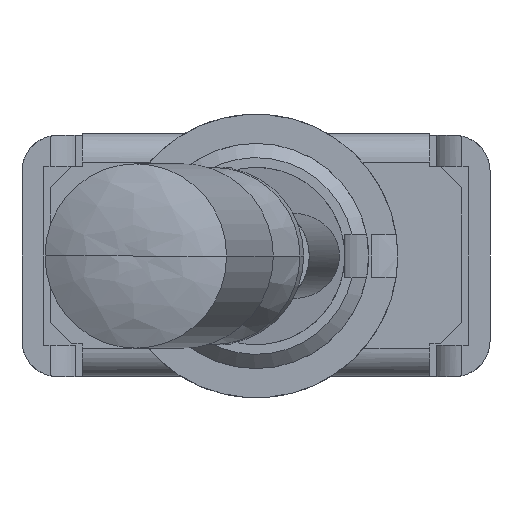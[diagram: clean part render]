
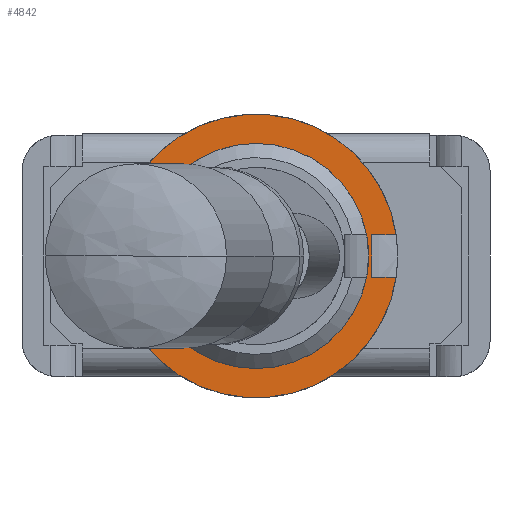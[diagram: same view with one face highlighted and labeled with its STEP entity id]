
A CAD part, front view. The second image highlights one B-rep face of the part: STEP entity #4842.
In plain terms, the highlighted planar face has unit normal (0, -1, 0).
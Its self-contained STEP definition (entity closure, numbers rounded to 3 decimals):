
#823=DIRECTION('',(1.,0.,0.));
#824=VECTOR('',#823,0.691);
#825=CARTESIAN_POINT('',(3.264,-1.,-0.6));
#826=LINE('',#825,#824);
#827=CARTESIAN_POINT('',(0.,-1.,0.));
#828=DIRECTION('',(0.,1.,0.));
#829=DIRECTION('',(0.989,0.,-0.15));
#830=AXIS2_PLACEMENT_3D('',#827,#828,#829);
#832=CARTESIAN_POINT('',(0.,-1.,0.));
#833=DIRECTION('',(0.,1.,0.));
#834=DIRECTION('',(-1.,0.,0.));
#835=AXIS2_PLACEMENT_3D('',#832,#833,#834);
#842=DIRECTION('',(1.,0.,0.));
#843=VECTOR('',#842,0.691);
#844=CARTESIAN_POINT('',(3.264,-1.,0.6));
#845=LINE('',#844,#843);
#3089=DIRECTION('',(0.,0.,1.));
#3090=VECTOR('',#3089,1.2);
#3091=CARTESIAN_POINT('',(3.264,-1.,-0.6));
#3092=LINE('',#3091,#3090);
#3447=CARTESIAN_POINT('',(3.264,-1.,0.6));
#3448=CARTESIAN_POINT('',(3.955,-1.,0.6));
#3449=VERTEX_POINT('',#3447);
#3450=VERTEX_POINT('',#3448);
#3451=CARTESIAN_POINT('',(3.264,-1.,-0.6));
#3452=VERTEX_POINT('',#3451);
#3453=CARTESIAN_POINT('',(3.955,-1.,-0.6));
#3454=VERTEX_POINT('',#3453);
#3455=CARTESIAN_POINT('',(-4.,-1.,0.));
#3456=VERTEX_POINT('',#3455);
#4825=CARTESIAN_POINT('',(0.,-1.,0.));
#4826=DIRECTION('',(0.,1.,0.));
#4827=DIRECTION('',(1.,0.,0.));
#4828=AXIS2_PLACEMENT_3D('',#4825,#4826,#4827);
#4829=PLANE('',#4828);
#4831=ORIENTED_EDGE('',*,*,#4830,.F.);
#4833=ORIENTED_EDGE('',*,*,#4832,.F.);
#4835=ORIENTED_EDGE('',*,*,#4834,.T.);
#4837=ORIENTED_EDGE('',*,*,#4836,.T.);
#4839=ORIENTED_EDGE('',*,*,#4838,.T.);
#4840=EDGE_LOOP('',(#4831,#4833,#4835,#4837,#4839));
#4841=FACE_OUTER_BOUND('',#4840,.F.);
#4842=ADVANCED_FACE('',(#4841),#4829,.F.);
#831=CIRCLE('',#830,4.);
#836=CIRCLE('',#835,4.);
#4830=EDGE_CURVE('',#3449,#3450,#845,.T.);
#4832=EDGE_CURVE('',#3452,#3449,#3092,.T.);
#4834=EDGE_CURVE('',#3452,#3454,#826,.T.);
#4836=EDGE_CURVE('',#3454,#3456,#831,.T.);
#4838=EDGE_CURVE('',#3456,#3450,#836,.T.);
